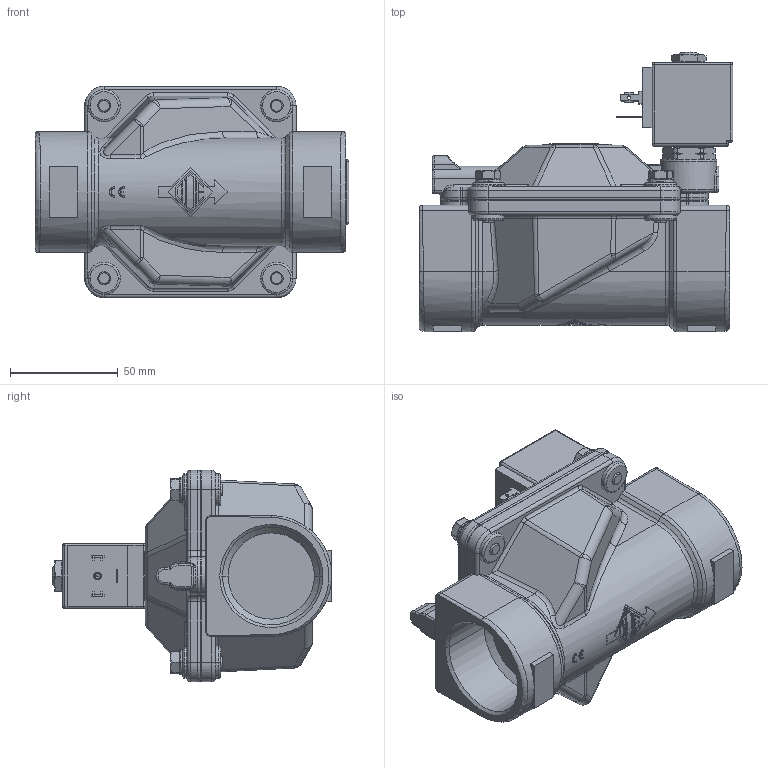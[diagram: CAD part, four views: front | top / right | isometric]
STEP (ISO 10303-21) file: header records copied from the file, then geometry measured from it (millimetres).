
FILE_DESCRIPTION((''),'2;1');
FILE_NAME('21W6ZB400_BDA_INGOMBRO_ASM','2009-09-01T',('romeri'),('O.D.E.'),'PRO/ENGINEER BY PARAMETRIC TECHNOLOGY CORPORATION, 2005450','PRO/ENGINEER BY PARAMETRIC TECHNOLOGY CORPORATION, 2005450','');
FILE_SCHEMA(('CONFIG_CONTROL_DESIGN'));
Length unit declared in the file: millimetre
Products named in the file (9): 4500W6_INGOMBRO; 450464_INGOMBRO; 450573_INGOMBRO; ROSETTE_UNI_1751_M6; VITE_T_ESAGONALE_ISO_4_M6X20; BOBINA_8_W_INGOMBRO; 450145; 450146; 21W6ZB400_BDA_INGOMBRO_ASM
Assembly tree (14 placements, depth 2):
  21W6ZB400_BDA_INGOMBRO_ASM
    4500W6_INGOMBRO
    450464_INGOMBRO
    450573_INGOMBRO
    ROSETTE_UNI_1751_M6  x4
    VITE_T_ESAGONALE_ISO_4_M6X20  x4
    BOBINA_8_W_INGOMBRO
    450145
    450146
Bounding box: 145.5 x 129.5 x 98 mm (x, y, z)
Volume: 604894.3 mm3; surface area: 107485.9 mm2
Topology: 14 solids, 20 shells, 1317 faces, 3074 edges, 1829 vertices
Faces by surface type: cylinder 420, plane 401, bspline 206, torus 169, cone 97, sphere 24
Entity records: 48264 total; most frequent: CARTESIAN_POINT 12597, ORIENTED_EDGE 5018, DIRECTION 4926, PRESENTATION_STYLE_ASSIGNMENT 2832, EDGE_CURVE 2510, STYLED_ITEM 2211, CURVE_STYLE 2124, AXIS2_PLACEMENT_3D 1919
